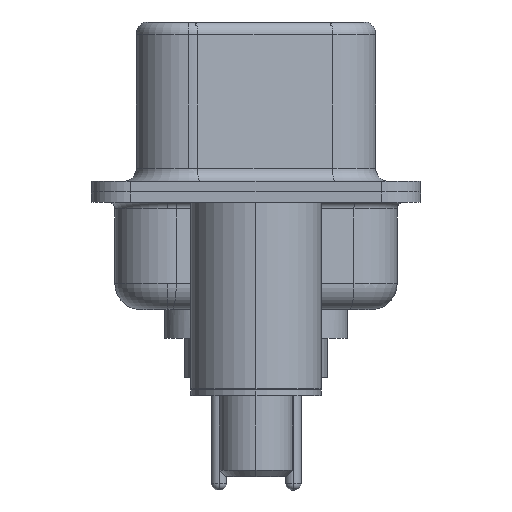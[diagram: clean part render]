
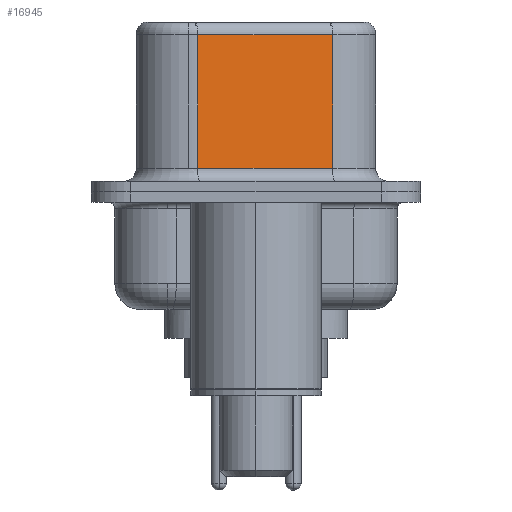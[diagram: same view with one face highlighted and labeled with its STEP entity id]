
A CAD part, left-side view. The second image highlights one B-rep face of the part: STEP entity #16945.
In plain terms, the highlighted planar face has unit normal (-0.985, -0.174, 0).
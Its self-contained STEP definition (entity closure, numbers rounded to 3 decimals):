
#276 = PLANE ( 'NONE',  #16473 ) ;
#300 = EDGE_CURVE ( 'NONE', #16413, #16543, #6466, .T. ) ;
#420 = CARTESIAN_POINT ( 'NONE',  ( 4.58, -2.927, 6.52 ) ) ;
#489 = ORIENTED_EDGE ( 'NONE', *, *, #19521, .T. ) ;
#1956 = ORIENTED_EDGE ( 'NONE', *, *, #4206, .T. ) ;
#2081 = VECTOR ( 'NONE', #12173, 1000. ) ;
#4206 = EDGE_CURVE ( 'NONE', #15654, #16543, #16533, .T. ) ;
#6051 = LINE ( 'NONE', #13980, #15970 ) ;
#6466 = LINE ( 'NONE', #15305, #12139 ) ;
#8171 = CARTESIAN_POINT ( 'NONE',  ( 4.58, -2.927, 0.9 ) ) ;
#8178 = ORIENTED_EDGE ( 'NONE', *, *, #300, .F. ) ;
#9206 = DIRECTION ( 'NONE',  ( 0., 0., -1. ) ) ;
#9326 = VERTEX_POINT ( 'NONE', #20841 ) ;
#10335 = CARTESIAN_POINT ( 'NONE',  ( 4.58, -2.927, 0.9 ) ) ;
#10662 = LINE ( 'NONE', #15013, #15489 ) ;
#10962 = DIRECTION ( 'NONE',  ( -0.174, 0.985, 0. ) ) ;
#11481 = ORIENTED_EDGE ( 'NONE', *, *, #20328, .T. ) ;
#12005 = DIRECTION ( 'NONE',  ( -0.174, 0.985, 0. ) ) ;
#12139 = VECTOR ( 'NONE', #18874, 1000. ) ;
#12173 = DIRECTION ( 'NONE',  ( 0.174, -0.985, 0. ) ) ;
#12439 = FACE_OUTER_BOUND ( 'NONE', #18679, .T. ) ;
#13290 = CARTESIAN_POINT ( 'NONE',  ( 4.58, -2.927, 6.02 ) ) ;
#13980 = CARTESIAN_POINT ( 'NONE',  ( 4.58, -2.927, 6.02 ) ) ;
#15013 = CARTESIAN_POINT ( 'NONE',  ( 3.67, 2.233, 6.52 ) ) ;
#15305 = CARTESIAN_POINT ( 'NONE',  ( 4.58, -2.927, 6.52 ) ) ;
#15489 = VECTOR ( 'NONE', #9206, 1000. ) ;
#15654 = VERTEX_POINT ( 'NONE', #16110 ) ;
#15970 = VECTOR ( 'NONE', #12005, 1000. ) ;
#16110 = CARTESIAN_POINT ( 'NONE',  ( 3.67, 2.233, 0.9 ) ) ;
#16413 = VERTEX_POINT ( 'NONE', #13290 ) ;
#16473 = AXIS2_PLACEMENT_3D ( 'NONE', #420, #21820, #10962 ) ;
#16533 = LINE ( 'NONE', #10335, #2081 ) ;
#16543 = VERTEX_POINT ( 'NONE', #8171 ) ;
#16945 = ADVANCED_FACE ( 'NONE', ( #12439 ), #276, .F. ) ;
#18679 = EDGE_LOOP ( 'NONE', ( #8178, #11481, #489, #1956 ) ) ;
#18874 = DIRECTION ( 'NONE',  ( 0., 0., -1. ) ) ;
#19521 = EDGE_CURVE ( 'NONE', #9326, #15654, #10662, .T. ) ;
#20328 = EDGE_CURVE ( 'NONE', #16413, #9326, #6051, .T. ) ;
#20841 = CARTESIAN_POINT ( 'NONE',  ( 3.67, 2.233, 6.02 ) ) ;
#21820 = DIRECTION ( 'NONE',  ( 0.985, 0.174, 0. ) ) ;
